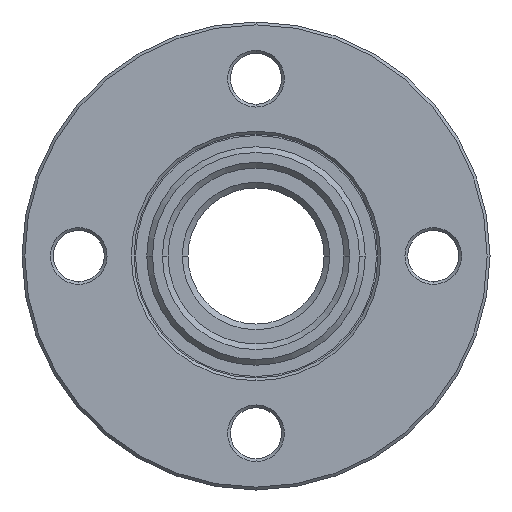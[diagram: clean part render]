
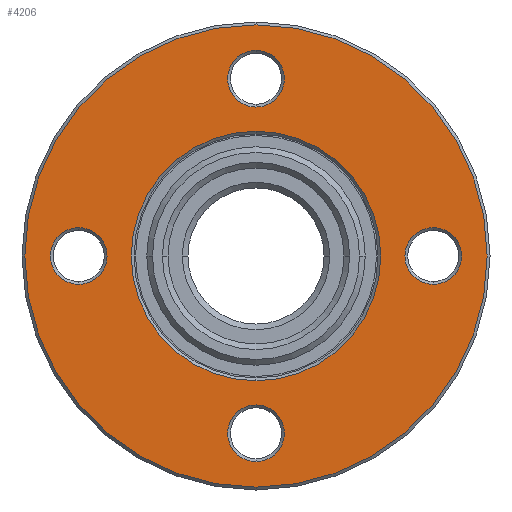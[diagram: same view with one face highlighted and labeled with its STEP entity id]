
A CAD part, left-side view. The second image highlights one B-rep face of the part: STEP entity #4206.
In plain terms, the highlighted planar face has unit normal (-1, 0, 0).
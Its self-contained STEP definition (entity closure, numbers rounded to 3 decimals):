
#580 = CARTESIAN_POINT ( 'NONE',  ( -68., 0., -44. ) ) ;
#1404 = CARTESIAN_POINT ( 'NONE',  ( -68., 0., 52.5 ) ) ;
#1456 = AXIS2_PLACEMENT_3D ( 'NONE', #33905, #33717, #37320 ) ;
#1483 = CARTESIAN_POINT ( 'NONE',  ( -68., 0., 81.5 ) ) ;
#1967 = EDGE_LOOP ( 'NONE', ( #34056, #24836 ) ) ;
#2330 = CIRCLE ( 'NONE', #38950, 10. ) ;
#2713 = EDGE_CURVE ( 'NONE', #34819, #7804, #14886, .T. ) ;
#2942 = CARTESIAN_POINT ( 'NONE',  ( -68., 0., 44. ) ) ;
#4075 = CARTESIAN_POINT ( 'NONE',  ( -68., 0., 0. ) ) ;
#4206 = ADVANCED_FACE ( 'NONE', ( #15992, #6531, #34490, #28469, #27873, #31283 ), #9553, .T. ) ;
#4332 = EDGE_CURVE ( 'NONE', #28049, #23704, #26551, .T. ) ;
#4950 = EDGE_CURVE ( 'NONE', #18484, #6871, #25927, .T. ) ;
#5244 = CARTESIAN_POINT ( 'NONE',  ( -68., -62.5, -10. ) ) ;
#5571 = AXIS2_PLACEMENT_3D ( 'NONE', #8770, #9539, #24464 ) ;
#5637 = ORIENTED_EDGE ( 'NONE', *, *, #13899, .T. ) ;
#5941 = AXIS2_PLACEMENT_3D ( 'NONE', #36741, #30515, #18453 ) ;
#5996 = VERTEX_POINT ( 'NONE', #11131 ) ;
#6199 = ORIENTED_EDGE ( 'NONE', *, *, #4332, .T. ) ;
#6207 = CARTESIAN_POINT ( 'NONE',  ( -68., 0., -52.5 ) ) ;
#6299 = CARTESIAN_POINT ( 'NONE',  ( -68., 0., 62.5 ) ) ;
#6441 = CARTESIAN_POINT ( 'NONE',  ( -68., -62.5, 0. ) ) ;
#6531 = FACE_BOUND ( 'NONE', #18562, .T. ) ;
#6640 = DIRECTION ( 'NONE',  ( 1., 0., 0. ) ) ;
#6645 = AXIS2_PLACEMENT_3D ( 'NONE', #7366, #35317, #19879 ) ;
#6871 = VERTEX_POINT ( 'NONE', #13890 ) ;
#7249 = DIRECTION ( 'NONE',  ( 0., 0., 1. ) ) ;
#7366 = CARTESIAN_POINT ( 'NONE',  ( -68., 0., 0. ) ) ;
#7781 = EDGE_CURVE ( 'NONE', #14752, #18962, #33070, .T. ) ;
#7804 = VERTEX_POINT ( 'NONE', #1404 ) ;
#8770 = CARTESIAN_POINT ( 'NONE',  ( -68., 0., -62.5 ) ) ;
#9078 = CARTESIAN_POINT ( 'NONE',  ( -68., 0., 0. ) ) ;
#9248 = DIRECTION ( 'NONE',  ( 1., 0., 0. ) ) ;
#9539 = DIRECTION ( 'NONE',  ( 1., 0., 0. ) ) ;
#9553 = PLANE ( 'NONE',  #1456 ) ;
#9814 = ORIENTED_EDGE ( 'NONE', *, *, #24759, .T. ) ;
#9949 = VERTEX_POINT ( 'NONE', #6207 ) ;
#10051 = CIRCLE ( 'NONE', #5571, 10. ) ;
#11131 = CARTESIAN_POINT ( 'NONE',  ( -68., 62.5, 10. ) ) ;
#11564 = DIRECTION ( 'NONE',  ( 1., 0., 0. ) ) ;
#12005 = VERTEX_POINT ( 'NONE', #21482 ) ;
#12027 = ORIENTED_EDGE ( 'NONE', *, *, #7781, .T. ) ;
#13102 = ORIENTED_EDGE ( 'NONE', *, *, #32413, .T. ) ;
#13341 = ORIENTED_EDGE ( 'NONE', *, *, #36089, .T. ) ;
#13349 = CIRCLE ( 'NONE', #19196, 10. ) ;
#13601 = ORIENTED_EDGE ( 'NONE', *, *, #35351, .T. ) ;
#13890 = CARTESIAN_POINT ( 'NONE',  ( -68., -62.5, 10. ) ) ;
#13899 = EDGE_CURVE ( 'NONE', #18962, #14752, #32009, .T. ) ;
#14752 = VERTEX_POINT ( 'NONE', #35283 ) ;
#14886 = CIRCLE ( 'NONE', #35536, 10. ) ;
#15198 = DIRECTION ( 'NONE',  ( 1., 0., 0. ) ) ;
#15992 = FACE_BOUND ( 'NONE', #29702, .T. ) ;
#16602 = EDGE_LOOP ( 'NONE', ( #13601, #6199 ) ) ;
#16919 = EDGE_CURVE ( 'NONE', #6871, #18484, #13349, .T. ) ;
#17012 = CARTESIAN_POINT ( 'NONE',  ( -68., 62.5, 0. ) ) ;
#17910 = AXIS2_PLACEMENT_3D ( 'NONE', #4075, #31834, #38261 ) ;
#18453 = DIRECTION ( 'NONE',  ( 0., 0., 1. ) ) ;
#18484 = VERTEX_POINT ( 'NONE', #5244 ) ;
#18562 = EDGE_LOOP ( 'NONE', ( #38169, #13102 ) ) ;
#18943 = DIRECTION ( 'NONE',  ( 1., 0., 0. ) ) ;
#18962 = VERTEX_POINT ( 'NONE', #1483 ) ;
#19196 = AXIS2_PLACEMENT_3D ( 'NONE', #34296, #33512, #36535 ) ;
#19522 = AXIS2_PLACEMENT_3D ( 'NONE', #9078, #18943, #24776 ) ;
#19879 = DIRECTION ( 'NONE',  ( 0., 0., 1. ) ) ;
#20753 = CARTESIAN_POINT ( 'NONE',  ( -68., 62.5, 0. ) ) ;
#20892 = EDGE_LOOP ( 'NONE', ( #12027, #5637 ) ) ;
#21283 = CARTESIAN_POINT ( 'NONE',  ( -68., 0., -62.5 ) ) ;
#21482 = CARTESIAN_POINT ( 'NONE',  ( -68., 62.5, -10. ) ) ;
#21539 = AXIS2_PLACEMENT_3D ( 'NONE', #23167, #38426, #7249 ) ;
#22667 = VERTEX_POINT ( 'NONE', #28204 ) ;
#23167 = CARTESIAN_POINT ( 'NONE',  ( -68., 0., 0. ) ) ;
#23684 = ORIENTED_EDGE ( 'NONE', *, *, #39785, .T. ) ;
#23704 = VERTEX_POINT ( 'NONE', #2942 ) ;
#24127 = ORIENTED_EDGE ( 'NONE', *, *, #39218, .T. ) ;
#24275 = CARTESIAN_POINT ( 'NONE',  ( -68., 0., 72.5 ) ) ;
#24464 = DIRECTION ( 'NONE',  ( 0., 0., 1. ) ) ;
#24759 = EDGE_CURVE ( 'NONE', #12005, #5996, #37998, .T. ) ;
#24776 = DIRECTION ( 'NONE',  ( 0., 0., 1. ) ) ;
#24836 = ORIENTED_EDGE ( 'NONE', *, *, #4950, .T. ) ;
#25927 = CIRCLE ( 'NONE', #30418, 10. ) ;
#26551 = CIRCLE ( 'NONE', #19522, 44. ) ;
#27857 = CIRCLE ( 'NONE', #6645, 44. ) ;
#27873 = FACE_BOUND ( 'NONE', #16602, .T. ) ;
#28049 = VERTEX_POINT ( 'NONE', #580 ) ;
#28204 = CARTESIAN_POINT ( 'NONE',  ( -68., 0., -72.5 ) ) ;
#28469 = FACE_BOUND ( 'NONE', #36351, .T. ) ;
#29702 = EDGE_LOOP ( 'NONE', ( #24127, #9814 ) ) ;
#30418 = AXIS2_PLACEMENT_3D ( 'NONE', #6441, #6640, #37427 ) ;
#30515 = DIRECTION ( 'NONE',  ( 1., 0., 0. ) ) ;
#31283 = FACE_OUTER_BOUND ( 'NONE', #20892, .T. ) ;
#31568 = AXIS2_PLACEMENT_3D ( 'NONE', #20753, #9248, #36605 ) ;
#31834 = DIRECTION ( 'NONE',  ( -1., 0., 0. ) ) ;
#32009 = CIRCLE ( 'NONE', #17910, 81.5 ) ;
#32413 = EDGE_CURVE ( 'NONE', #7804, #34819, #35481, .T. ) ;
#32905 = DIRECTION ( 'NONE',  ( 0., 0., 1. ) ) ;
#33070 = CIRCLE ( 'NONE', #21539, 81.5 ) ;
#33283 = DIRECTION ( 'NONE',  ( 0., 0., 1. ) ) ;
#33512 = DIRECTION ( 'NONE',  ( 1., 0., 0. ) ) ;
#33717 = DIRECTION ( 'NONE',  ( -1., 0., 0. ) ) ;
#33905 = CARTESIAN_POINT ( 'NONE',  ( -68., -82.5, 0. ) ) ;
#34056 = ORIENTED_EDGE ( 'NONE', *, *, #16919, .T. ) ;
#34296 = CARTESIAN_POINT ( 'NONE',  ( -68., -62.5, 0. ) ) ;
#34490 = FACE_BOUND ( 'NONE', #1967, .T. ) ;
#34819 = VERTEX_POINT ( 'NONE', #24275 ) ;
#35283 = CARTESIAN_POINT ( 'NONE',  ( -68., 0., -81.5 ) ) ;
#35317 = DIRECTION ( 'NONE',  ( 1., 0., 0. ) ) ;
#35351 = EDGE_CURVE ( 'NONE', #23704, #28049, #27857, .T. ) ;
#35481 = CIRCLE ( 'NONE', #5941, 10. ) ;
#35536 = AXIS2_PLACEMENT_3D ( 'NONE', #6299, #36502, #33283 ) ;
#36089 = EDGE_CURVE ( 'NONE', #22667, #9949, #36879, .T. ) ;
#36351 = EDGE_LOOP ( 'NONE', ( #23684, #13341 ) ) ;
#36502 = DIRECTION ( 'NONE',  ( 1., 0., 0. ) ) ;
#36535 = DIRECTION ( 'NONE',  ( 0., 0., 1. ) ) ;
#36605 = DIRECTION ( 'NONE',  ( 0., 0., 1. ) ) ;
#36741 = CARTESIAN_POINT ( 'NONE',  ( -68., 0., 62.5 ) ) ;
#36879 = CIRCLE ( 'NONE', #38151, 10. ) ;
#37320 = DIRECTION ( 'NONE',  ( 0., 1., 0. ) ) ;
#37427 = DIRECTION ( 'NONE',  ( 0., 0., 1. ) ) ;
#37998 = CIRCLE ( 'NONE', #31568, 10. ) ;
#38151 = AXIS2_PLACEMENT_3D ( 'NONE', #21283, #15198, #32905 ) ;
#38169 = ORIENTED_EDGE ( 'NONE', *, *, #2713, .T. ) ;
#38261 = DIRECTION ( 'NONE',  ( 0., 0., 1. ) ) ;
#38426 = DIRECTION ( 'NONE',  ( -1., 0., 0. ) ) ;
#38934 = DIRECTION ( 'NONE',  ( 0., 0., 1. ) ) ;
#38950 = AXIS2_PLACEMENT_3D ( 'NONE', #17012, #11564, #38934 ) ;
#39218 = EDGE_CURVE ( 'NONE', #5996, #12005, #2330, .T. ) ;
#39785 = EDGE_CURVE ( 'NONE', #9949, #22667, #10051, .T. ) ;
